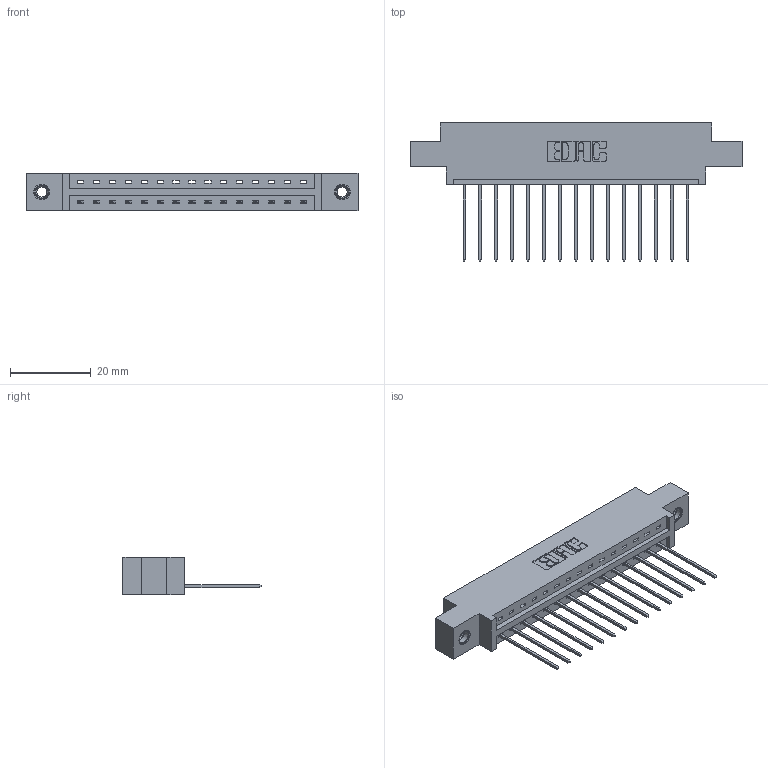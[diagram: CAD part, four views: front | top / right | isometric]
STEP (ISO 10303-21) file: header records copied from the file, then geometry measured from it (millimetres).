
FILE_DESCRIPTION (( 'STEP AP203' ), '1' );
FILE_NAME ('337-015-541-607.STEP', '2018-08-04T17:11:38', ( '' ), ( '' ), 'SwSTEP 2.0', 'SolidWorks 2016', '' );
FILE_SCHEMA (( 'CONFIG_CONTROL_DESIGN' ));
Length unit declared in the file: inch
Products named in the file (4): 337 Part_0.170 Offset - 0.156 Dia-TI; 345-292-001_345-293-141; 345-250-001_345-250-005-103; 337-015-541-607
Assembly tree (18 placements, depth 2):
  337-015-541-607
    337 Part_0.170 Offset - 0.156 Dia-TI
    345-292-001_345-293-141  x15
    345-250-001_345-250-005-103  x2
Bounding box: 82.45 x 34.3 x 9.4 mm (x, y, z)
Volume: 8149.7 mm3; surface area: 8713.6 mm2
Topology: 18 solids, 18 shells, 1108 faces, 3279 edges, 2158 vertices
Faces by surface type: plane 796, cylinder 296, cone 12, torus 4
Entity records: 15978 total; most frequent: CARTESIAN_POINT 2762, ORIENTED_EDGE 2706, DIRECTION 2413, EDGE_CURVE 1353, LINE 1205, VECTOR 1205, VERTEX_POINT 896, AXIS2_PLACEMENT_3D 604
